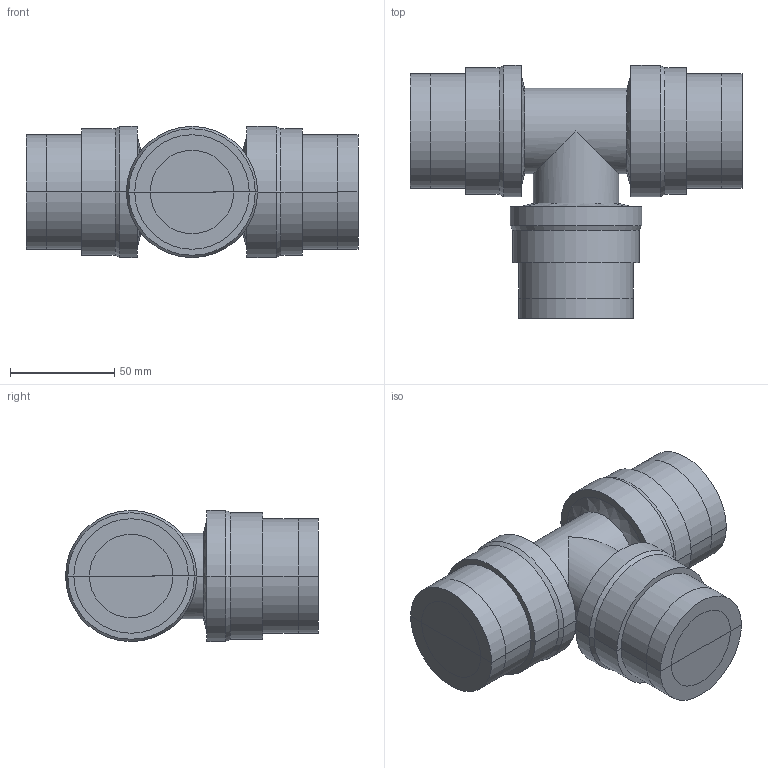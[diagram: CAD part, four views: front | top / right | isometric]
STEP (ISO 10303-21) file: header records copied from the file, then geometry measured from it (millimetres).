
FILE_DESCRIPTION(/* description */ (''),/* implementation_level */ '2;1');
FILE_NAME(/* name */ 'Plumbing_Joints_Aignep_Tee-Connector-90230-3DView-Preview',/* time_stamp */ '2025-08-20T22:16:55+03:00',/* author */ (''),/* organization */ (''),/* preprocessor_version */ 'ST-DEVELOPER v20',/* originating_system */ '',/* authorisation */ '');
FILE_SCHEMA (('AP242_MANAGED_MODEL_BASED_3D_ENGINEERING_MIM_LF { 1 0 10303 442 1 1 4 }'));
Length unit declared in the file: millimetre
Products named in the file (19): TopLevelAssembly; Revolve; Revolve_1; Revolve_2; Sweep; Sweep_1; Revolve_3; Revolve_4; Sweep_2; Revolve_5; Joined Solid Geometry; Revolve_6; Revolve_7; Revolve_8; Model Lines; Model Lines_1; Model Lines_2; Model Lines_3; Model Lines_4
Assembly tree (18 placements, depth 2):
  TopLevelAssembly
    Revolve
    Revolve_1
    Revolve_2
    Sweep
    Sweep_1
    Revolve_3
    Revolve_4
    Sweep_2
    Revolve_5
    Joined Solid Geometry
    Revolve_6
    Revolve_7
    Revolve_8
    Model Lines
    Model Lines_1
    Model Lines_2
    Model Lines_3
    Model Lines_4
Bounding box: 159.5 x 121.5 x 63 mm (x, y, z)
Volume: 576453.9 mm3; surface area: 100106.2 mm2
Topology: 13 solids, 13 shells, 97 faces, 158 edges, 92 vertices
Faces by surface type: plane 51, cylinder 34, bspline 12
Entity records: 2777 total; most frequent: CARTESIAN_POINT 522, DIRECTION 490, ORIENTED_EDGE 306, AXIS2_PLACEMENT_3D 210, EDGE_CURVE 153, FACE_OUTER_BOUND 97, EDGE_LOOP 97, STYLED_ITEM 97
